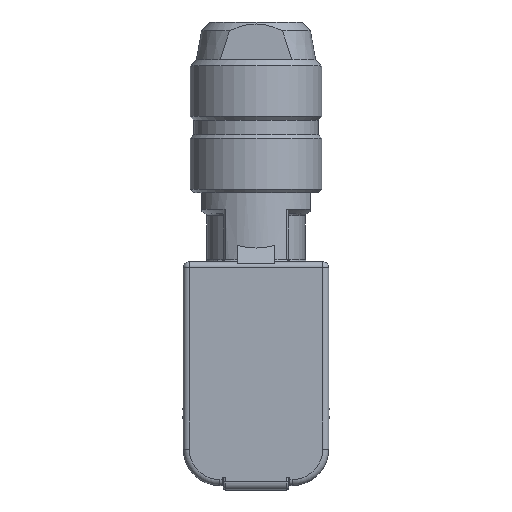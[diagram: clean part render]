
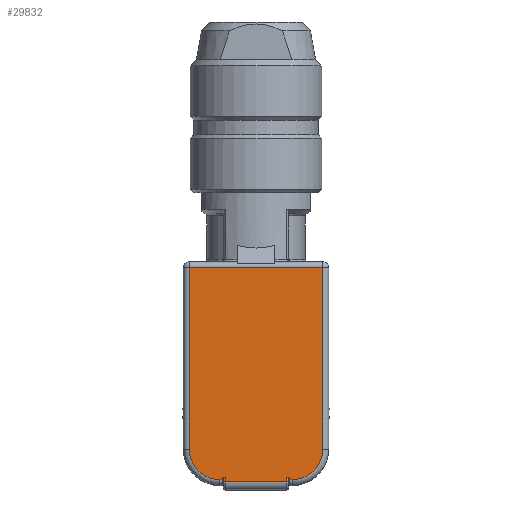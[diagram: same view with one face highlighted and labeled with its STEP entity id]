
A CAD part, top view. The second image highlights one B-rep face of the part: STEP entity #29832.
In plain terms, the highlighted planar face has unit normal (0, 0, 1).
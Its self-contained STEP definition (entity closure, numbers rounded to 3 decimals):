
#29464=AXIS2_PLACEMENT_3D('Circle Axis2P3D',#29462,#29463,$) ;
#29746=AXIS2_PLACEMENT_3D('Plane Axis2P3D',#29743,#29744,#29745) ;
#29785=AXIS2_PLACEMENT_3D('Circle Axis2P3D',#29783,#29784,$) ;
#27850=CARTESIAN_POINT('Vertex',(19.282,5.6,41.8)) ;
#27857=CARTESIAN_POINT('Vertex',(19.282,30.6,41.8)) ;
#27860=CARTESIAN_POINT('Line Origine',(19.282,21.,41.8)) ;
#28940=CARTESIAN_POINT('Vertex',(0.882,30.6,41.8)) ;
#28947=CARTESIAN_POINT('Vertex',(0.882,5.6,41.8)) ;
#28950=CARTESIAN_POINT('Line Origine',(0.882,21.,41.8)) ;
#28967=CARTESIAN_POINT('Line Origine',(7.532,30.6,41.8)) ;
#29459=CARTESIAN_POINT('Vertex',(15.082,1.4,41.8)) ;
#29462=CARTESIAN_POINT('Axis2P3D Location',(15.082,5.6,41.8)) ;
#29743=CARTESIAN_POINT('Axis2P3D Location',(14.582,1.7,41.8)) ;
#29748=CARTESIAN_POINT('Line Origine',(10.082,1.1,41.8)) ;
#29752=CARTESIAN_POINT('Vertex',(5.882,1.1,41.8)) ;
#29754=CARTESIAN_POINT('Vertex',(14.282,1.1,41.8)) ;
#29757=CARTESIAN_POINT('Line Origine',(14.282,1.4,41.8)) ;
#29761=CARTESIAN_POINT('Vertex',(14.282,1.7,41.8)) ;
#29764=CARTESIAN_POINT('Line Origine',(14.482,1.7,41.8)) ;
#29768=CARTESIAN_POINT('Vertex',(14.682,1.7,41.8)) ;
#29771=CARTESIAN_POINT('Line Origine',(14.682,1.55,41.8)) ;
#29775=CARTESIAN_POINT('Vertex',(14.682,1.4,41.8)) ;
#29778=CARTESIAN_POINT('Line Origine',(14.882,1.4,41.8)) ;
#29783=CARTESIAN_POINT('Axis2P3D Location',(5.082,5.6,41.8)) ;
#29787=CARTESIAN_POINT('Vertex',(5.082,1.4,41.8)) ;
#29790=CARTESIAN_POINT('Line Origine',(5.282,1.4,41.8)) ;
#29794=CARTESIAN_POINT('Vertex',(5.482,1.4,41.8)) ;
#29797=CARTESIAN_POINT('Line Origine',(5.482,1.55,41.8)) ;
#29801=CARTESIAN_POINT('Vertex',(5.482,1.7,41.8)) ;
#29804=CARTESIAN_POINT('Line Origine',(5.682,1.7,41.8)) ;
#29808=CARTESIAN_POINT('Vertex',(5.882,1.7,41.8)) ;
#29811=CARTESIAN_POINT('Line Origine',(5.882,1.4,41.8)) ;
#27861=DIRECTION('Vector Direction',(0.,-1.,0.)) ;
#28951=DIRECTION('Vector Direction',(0.,-1.,0.)) ;
#28968=DIRECTION('Vector Direction',(1.,0.,0.)) ;
#29463=DIRECTION('Axis2P3D Direction',(0.,0.,1.)) ;
#29744=DIRECTION('Axis2P3D Direction',(0.,-0.,1.)) ;
#29745=DIRECTION('Axis2P3D XDirection',(0.,1.,0.)) ;
#29749=DIRECTION('Vector Direction',(1.,0.,0.)) ;
#29758=DIRECTION('Vector Direction',(0.,1.,0.)) ;
#29765=DIRECTION('Vector Direction',(-1.,0.,0.)) ;
#29772=DIRECTION('Vector Direction',(0.,1.,0.)) ;
#29779=DIRECTION('Vector Direction',(1.,0.,0.)) ;
#29784=DIRECTION('Axis2P3D Direction',(0.,-0.,1.)) ;
#29791=DIRECTION('Vector Direction',(1.,0.,0.)) ;
#29798=DIRECTION('Vector Direction',(0.,1.,0.)) ;
#29805=DIRECTION('Vector Direction',(-1.,0.,0.)) ;
#29812=DIRECTION('Vector Direction',(0.,-1.,0.)) ;
#27862=VECTOR('Line Direction',#27861,1.) ;
#28952=VECTOR('Line Direction',#28951,1.) ;
#28969=VECTOR('Line Direction',#28968,1.) ;
#29750=VECTOR('Line Direction',#29749,1.) ;
#29759=VECTOR('Line Direction',#29758,1.) ;
#29766=VECTOR('Line Direction',#29765,1.) ;
#29773=VECTOR('Line Direction',#29772,1.) ;
#29780=VECTOR('Line Direction',#29779,1.) ;
#29792=VECTOR('Line Direction',#29791,1.) ;
#29799=VECTOR('Line Direction',#29798,1.) ;
#29806=VECTOR('Line Direction',#29805,1.) ;
#29813=VECTOR('Line Direction',#29812,1.) ;
#29817=ORIENTED_EDGE('',*,*,#29756,.T.) ;
#29818=ORIENTED_EDGE('',*,*,#29763,.T.) ;
#29819=ORIENTED_EDGE('',*,*,#29770,.F.) ;
#29820=ORIENTED_EDGE('',*,*,#29777,.F.) ;
#29821=ORIENTED_EDGE('',*,*,#29782,.T.) ;
#29822=ORIENTED_EDGE('',*,*,#29466,.T.) ;
#29823=ORIENTED_EDGE('',*,*,#27864,.T.) ;
#29824=ORIENTED_EDGE('',*,*,#28971,.F.) ;
#29825=ORIENTED_EDGE('',*,*,#28954,.T.) ;
#29826=ORIENTED_EDGE('',*,*,#29789,.T.) ;
#29827=ORIENTED_EDGE('',*,*,#29796,.T.) ;
#29828=ORIENTED_EDGE('',*,*,#29803,.T.) ;
#29829=ORIENTED_EDGE('',*,*,#29810,.F.) ;
#29830=ORIENTED_EDGE('',*,*,#29815,.T.) ;
#29832=ADVANCED_FACE('Hauptk\X2\00F6\X0\rper',(#29831),#29747,.T.) ;
#29465=CIRCLE('generated circle',#29464,4.2) ;
#29786=CIRCLE('generated circle',#29785,4.2) ;
#27864=EDGE_CURVE('',#27851,#27858,#27863,.F.) ;
#28954=EDGE_CURVE('',#28941,#28948,#28953,.T.) ;
#28971=EDGE_CURVE('',#28941,#27858,#28970,.T.) ;
#29466=EDGE_CURVE('',#29460,#27851,#29465,.T.) ;
#29756=EDGE_CURVE('',#29753,#29755,#29751,.T.) ;
#29763=EDGE_CURVE('',#29755,#29762,#29760,.T.) ;
#29770=EDGE_CURVE('',#29769,#29762,#29767,.T.) ;
#29777=EDGE_CURVE('',#29776,#29769,#29774,.T.) ;
#29782=EDGE_CURVE('',#29776,#29460,#29781,.T.) ;
#29789=EDGE_CURVE('',#28948,#29788,#29786,.T.) ;
#29796=EDGE_CURVE('',#29788,#29795,#29793,.T.) ;
#29803=EDGE_CURVE('',#29795,#29802,#29800,.T.) ;
#29810=EDGE_CURVE('',#29809,#29802,#29807,.T.) ;
#29815=EDGE_CURVE('',#29809,#29753,#29814,.T.) ;
#29816=EDGE_LOOP('',(#29817,#29818,#29819,#29820,#29821,#29822,#29823,#29824,#29825,#29826,#29827,#29828,#29829,#29830)) ;
#29831=FACE_OUTER_BOUND('',#29816,.T.) ;
#27863=LINE('Line',#27860,#27862) ;
#28953=LINE('Line',#28950,#28952) ;
#28970=LINE('Line',#28967,#28969) ;
#29751=LINE('Line',#29748,#29750) ;
#29760=LINE('Line',#29757,#29759) ;
#29767=LINE('Line',#29764,#29766) ;
#29774=LINE('Line',#29771,#29773) ;
#29781=LINE('Line',#29778,#29780) ;
#29793=LINE('Line',#29790,#29792) ;
#29800=LINE('Line',#29797,#29799) ;
#29807=LINE('Line',#29804,#29806) ;
#29814=LINE('Line',#29811,#29813) ;
#29747=PLANE('',#29746) ;
#27851=VERTEX_POINT('',#27850) ;
#27858=VERTEX_POINT('',#27857) ;
#28941=VERTEX_POINT('',#28940) ;
#28948=VERTEX_POINT('',#28947) ;
#29460=VERTEX_POINT('',#29459) ;
#29753=VERTEX_POINT('',#29752) ;
#29755=VERTEX_POINT('',#29754) ;
#29762=VERTEX_POINT('',#29761) ;
#29769=VERTEX_POINT('',#29768) ;
#29776=VERTEX_POINT('',#29775) ;
#29788=VERTEX_POINT('',#29787) ;
#29795=VERTEX_POINT('',#29794) ;
#29802=VERTEX_POINT('',#29801) ;
#29809=VERTEX_POINT('',#29808) ;
